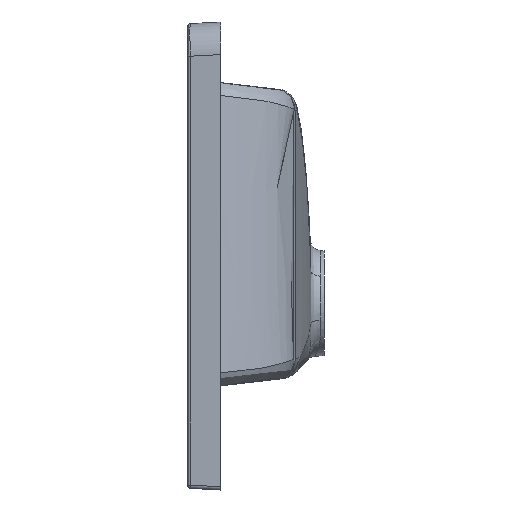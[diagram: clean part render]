
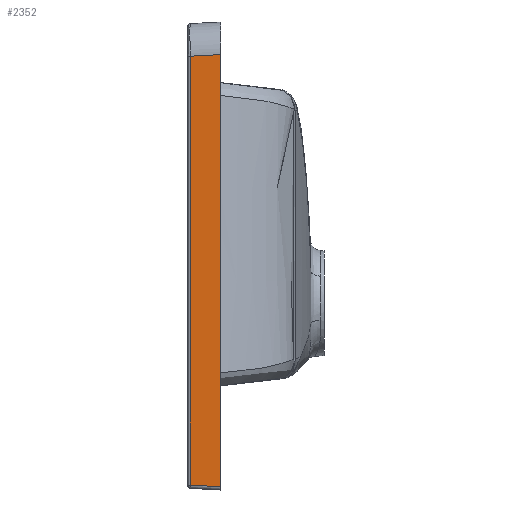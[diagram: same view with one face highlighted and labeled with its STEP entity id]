
A CAD part, left-side view. The second image highlights one B-rep face of the part: STEP entity #2352.
In plain terms, the highlighted planar face has unit normal (-0.999, 0.052, 0).
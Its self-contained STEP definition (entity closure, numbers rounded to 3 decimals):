
#242 = ORIENTED_EDGE ( 'NONE', *, *, #13704, .T. ) ;
#382 = ORIENTED_EDGE ( 'NONE', *, *, #9026, .T. ) ;
#417 = VERTEX_POINT ( 'NONE', #2630 ) ;
#696 = EDGE_CURVE ( 'NONE', #1246, #417, #13903, .T. ) ;
#947 = VECTOR ( 'NONE', #7314, 1000. ) ;
#1246 = VERTEX_POINT ( 'NONE', #11155 ) ;
#1536 = ORIENTED_EDGE ( 'NONE', *, *, #696, .T. ) ;
#2352 = ADVANCED_FACE ( 'NONE', ( #13523 ), #8126, .T. ) ;
#2397 = CARTESIAN_POINT ( 'NONE',  ( -450.002, -30., 213.43 ) ) ;
#2603 = LINE ( 'NONE', #2397, #12084 ) ;
#2630 = CARTESIAN_POINT ( 'NONE',  ( -448.529, -1.895, -210.533 ) ) ;
#2760 = DIRECTION ( 'NONE',  ( -0.052, -0.997, -0.052 ) ) ;
#3102 = ORIENTED_EDGE ( 'NONE', *, *, #5818, .F. ) ;
#3792 = DIRECTION ( 'NONE',  ( -0.999, 0.052, 0. ) ) ;
#4003 = DIRECTION ( 'NONE',  ( 0.052, 0.997, -0.052 ) ) ;
#4811 = AXIS2_PLACEMENT_3D ( 'NONE', #9322, #3792, #13661 ) ;
#5818 = EDGE_CURVE ( 'NONE', #13253, #12832, #2603, .T. ) ;
#6219 = CARTESIAN_POINT ( 'NONE',  ( -450.002, -30., -212.006 ) ) ;
#6482 = CARTESIAN_POINT ( 'NONE',  ( -450.002, -30., 185.043 ) ) ;
#6861 = VECTOR ( 'NONE', #2760, 1000. ) ;
#7233 = LINE ( 'NONE', #12558, #6861 ) ;
#7314 = DIRECTION ( 'NONE',  ( 0., 0., -1. ) ) ;
#8126 = PLANE ( 'NONE',  #4811 ) ;
#9026 = EDGE_CURVE ( 'NONE', #13253, #1246, #9392, .T. ) ;
#9322 = CARTESIAN_POINT ( 'NONE',  ( -448.43, 0., 213.43 ) ) ;
#9392 = LINE ( 'NONE', #13724, #13635 ) ;
#10051 = DIRECTION ( 'NONE',  ( 0., 0., -1. ) ) ;
#10999 = EDGE_LOOP ( 'NONE', ( #3102, #382, #1536, #242 ) ) ;
#11155 = CARTESIAN_POINT ( 'NONE',  ( -448.529, -1.895, 183.57 ) ) ;
#12084 = VECTOR ( 'NONE', #10051, 1000. ) ;
#12558 = CARTESIAN_POINT ( 'NONE',  ( -447.272, 22.092, -209.276 ) ) ;
#12832 = VERTEX_POINT ( 'NONE', #6219 ) ;
#13253 = VERTEX_POINT ( 'NONE', #6482 ) ;
#13523 = FACE_OUTER_BOUND ( 'NONE', #10999, .T. ) ;
#13635 = VECTOR ( 'NONE', #4003, 1000. ) ;
#13661 = DIRECTION ( 'NONE',  ( -0.052, -0.999, 0. ) ) ;
#13704 = EDGE_CURVE ( 'NONE', #417, #12832, #7233, .T. ) ;
#13724 = CARTESIAN_POINT ( 'NONE',  ( -448.512, -1.562, 183.553 ) ) ;
#13903 = LINE ( 'NONE', #13973, #947 ) ;
#13973 = CARTESIAN_POINT ( 'NONE',  ( -448.529, -1.895, 213.43 ) ) ;
